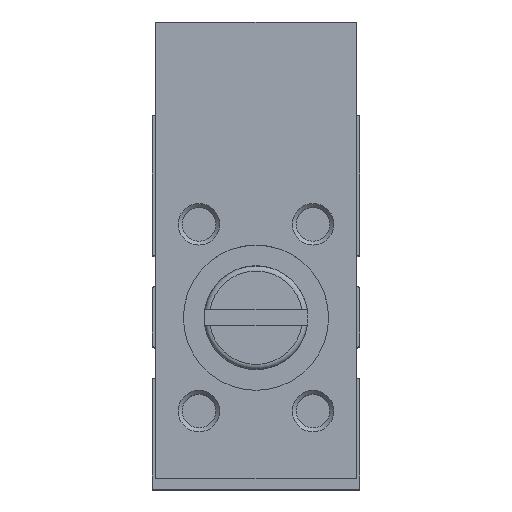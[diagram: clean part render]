
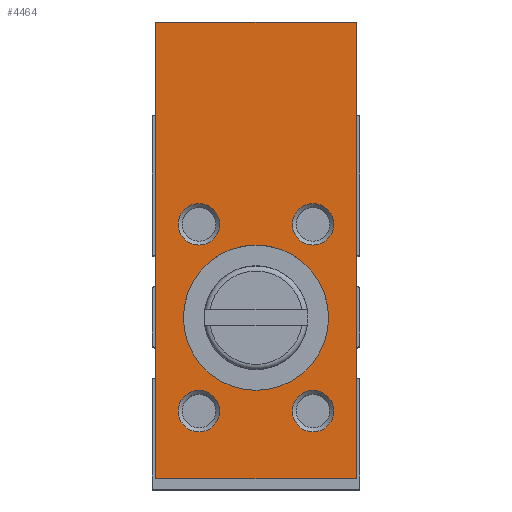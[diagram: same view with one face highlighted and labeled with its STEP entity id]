
A CAD part, top view. The second image highlights one B-rep face of the part: STEP entity #4464.
In plain terms, the highlighted face is planar.
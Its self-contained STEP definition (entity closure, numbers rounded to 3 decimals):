
#321=LINE('',#7465,#589);
#323=LINE('',#7479,#591);
#324=LINE('',#7481,#592);
#325=LINE('',#7483,#593);
#589=VECTOR('',#5982,1000.);
#591=VECTOR('',#5996,1000.);
#592=VECTOR('',#5997,1000.);
#593=VECTOR('',#5998,1000.);
#741=PLANE('',#4962);
#1508=ORIENTED_EDGE('',*,*,#2360,.F.);
#1509=ORIENTED_EDGE('',*,*,#2361,.F.);
#1510=ORIENTED_EDGE('',*,*,#2362,.F.);
#1511=ORIENTED_EDGE('',*,*,#2363,.F.);
#1512=ORIENTED_EDGE('',*,*,#2364,.F.);
#1513=ORIENTED_EDGE('',*,*,#2365,.T.);
#1514=ORIENTED_EDGE('',*,*,#2366,.F.);
#1515=ORIENTED_EDGE('',*,*,#2367,.F.);
#1516=ORIENTED_EDGE('',*,*,#2358,.T.);
#2358=EDGE_CURVE('',#2854,#2853,#321,.T.);
#2360=EDGE_CURVE('',#2855,#2855,#3151,.T.);
#2361=EDGE_CURVE('',#2856,#2856,#3152,.T.);
#2362=EDGE_CURVE('',#2857,#2857,#3153,.T.);
#2363=EDGE_CURVE('',#2858,#2858,#3154,.T.);
#2364=EDGE_CURVE('',#2859,#2859,#3155,.T.);
#2365=EDGE_CURVE('',#2853,#2860,#323,.T.);
#2366=EDGE_CURVE('',#2861,#2860,#324,.T.);
#2367=EDGE_CURVE('',#2854,#2861,#325,.T.);
#2853=VERTEX_POINT('',#7464);
#2854=VERTEX_POINT('',#7466);
#2855=VERTEX_POINT('',#7470);
#2856=VERTEX_POINT('',#7472);
#2857=VERTEX_POINT('',#7474);
#2858=VERTEX_POINT('',#7476);
#2859=VERTEX_POINT('',#7478);
#2860=VERTEX_POINT('',#7480);
#2861=VERTEX_POINT('',#7482);
#3151=CIRCLE('',#4963,7.);
#3152=CIRCLE('',#4964,2.);
#3153=CIRCLE('',#4965,2.);
#3154=CIRCLE('',#4966,2.);
#3155=CIRCLE('',#4967,2.);
#3501=EDGE_LOOP('',(#1508));
#3502=EDGE_LOOP('',(#1509));
#3503=EDGE_LOOP('',(#1510));
#3504=EDGE_LOOP('',(#1511));
#3505=EDGE_LOOP('',(#1512));
#3506=EDGE_LOOP('',(#1513,#1514,#1515,#1516));
#3989=FACE_BOUND('',#3501,.T.);
#3990=FACE_BOUND('',#3502,.T.);
#3991=FACE_BOUND('',#3503,.T.);
#3992=FACE_BOUND('',#3504,.T.);
#3993=FACE_BOUND('',#3505,.T.);
#3994=FACE_BOUND('',#3506,.T.);
#4464=ADVANCED_FACE('',(#3989,#3990,#3991,#3992,#3993,#3994),#741,.F.);
#4962=AXIS2_PLACEMENT_3D('',#7468,#5984,#5985);
#4963=AXIS2_PLACEMENT_3D('',#7469,#5986,#5987);
#4964=AXIS2_PLACEMENT_3D('',#7471,#5988,#5989);
#4965=AXIS2_PLACEMENT_3D('',#7473,#5990,#5991);
#4966=AXIS2_PLACEMENT_3D('',#7475,#5992,#5993);
#4967=AXIS2_PLACEMENT_3D('',#7477,#5994,#5995);
#5982=DIRECTION('',(-1.,0.,0.));
#5984=DIRECTION('',(0.,0.,1.));
#5985=DIRECTION('',(1.,0.,0.));
#5986=DIRECTION('',(0.,0.,-1.));
#5987=DIRECTION('',(-1.,0.,0.));
#5988=DIRECTION('',(0.,0.,-1.));
#5989=DIRECTION('',(-1.,0.,0.));
#5990=DIRECTION('',(0.,0.,-1.));
#5991=DIRECTION('',(-1.,0.,0.));
#5992=DIRECTION('',(0.,0.,-1.));
#5993=DIRECTION('',(-1.,0.,0.));
#5994=DIRECTION('',(0.,0.,-1.));
#5995=DIRECTION('',(-1.,0.,0.));
#5996=DIRECTION('',(0.,1.,0.));
#5997=DIRECTION('',(-1.,0.,0.));
#5998=DIRECTION('',(0.,1.,0.));
#7464=CARTESIAN_POINT('',(-9.65,-15.5,-7.));
#7465=CARTESIAN_POINT('',(9.65,-15.5,-7.));
#7466=CARTESIAN_POINT('',(9.65,-15.5,-7.));
#7468=CARTESIAN_POINT('',(9.65,-15.5,-7.));
#7469=CARTESIAN_POINT('',(0.,0.,-7.));
#7470=CARTESIAN_POINT('',(-7.,0.,-7.));
#7471=CARTESIAN_POINT('',(-5.5,-9.,-7.));
#7472=CARTESIAN_POINT('',(-7.5,-9.,-7.));
#7473=CARTESIAN_POINT('',(-5.5,9.,-7.));
#7474=CARTESIAN_POINT('',(-7.5,9.,-7.));
#7475=CARTESIAN_POINT('',(5.5,-9.,-7.));
#7476=CARTESIAN_POINT('',(3.5,-9.,-7.));
#7477=CARTESIAN_POINT('',(5.5,9.,-7.));
#7478=CARTESIAN_POINT('',(3.5,9.,-7.));
#7479=CARTESIAN_POINT('',(-9.65,-15.5,-7.));
#7480=CARTESIAN_POINT('',(-9.65,28.5,-7.));
#7481=CARTESIAN_POINT('',(9.65,28.5,-7.));
#7482=CARTESIAN_POINT('',(9.65,28.5,-7.));
#7483=CARTESIAN_POINT('',(9.65,-15.5,-7.));
